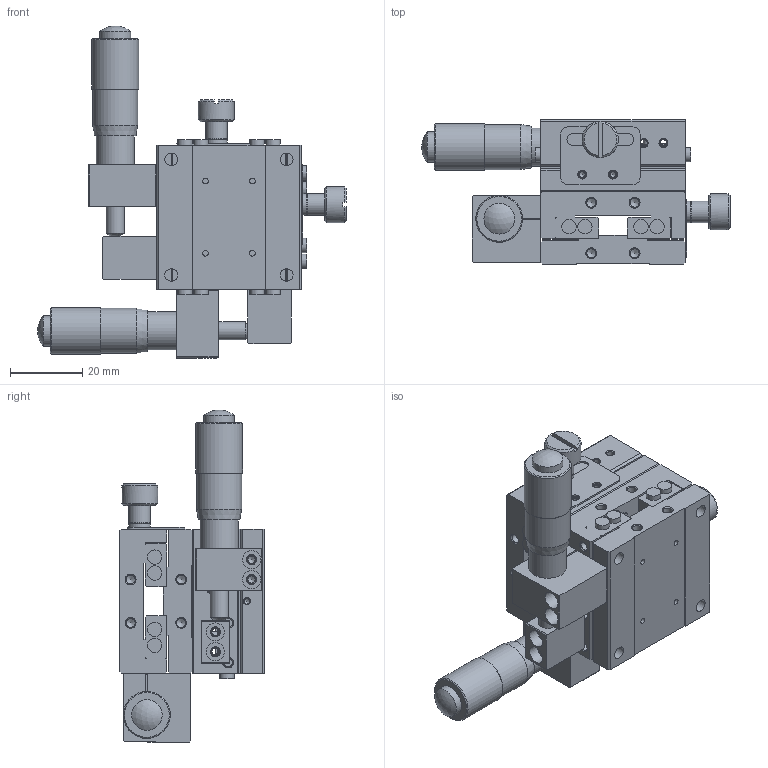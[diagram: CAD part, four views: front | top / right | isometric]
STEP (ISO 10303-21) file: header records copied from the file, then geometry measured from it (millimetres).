
FILE_DESCRIPTION (( 'STEP AP203' ), '1' );
FILE_NAME ('516350.STEP', '2025-03-11T01:08:28', ( 'Windows User' ), ( 'P R C' ), 'SwSTEP 2.0', 'SolidWorks 2020', '' );
FILE_SCHEMA (( 'CONFIG_CONTROL_DESIGN' ));
Length unit declared in the file: millimetre
Products named in the file (1): 516350
Bounding box: 85.47 x 40 x 91.97 mm (x, y, z)
Volume: 73882.9 mm3; surface area: 40900.9 mm2
Topology: 6 solids, 14 shells, 724 faces, 1789 edges, 1155 vertices
Faces by surface type: plane 320, cylinder 220, cone 180, sphere 4
Full cylindrical faces by diameter (mm): 1.567 x16, 2.013 x16, 2.459 x64, 2.5 x4, 2.8 x8, 3 x2, 3.2 x8, 3.5 x10, 4 x16, 4.4 x8, 5 x10, 6 x22, 7.5 x4, 8.5 x2, 9.5 x4, 10 x2, 10.5 x2, 12.5 x2, 13 x2
Entity records: 18427 total; most frequent: CARTESIAN_POINT 3257, DIRECTION 3214, ORIENTED_EDGE 2508, AXIS2_PLACEMENT_3D 1315, EDGE_LOOP 1260, EDGE_CURVE 1254, VERTEX_POINT 990, FACE_OUTER_BOUND 926
